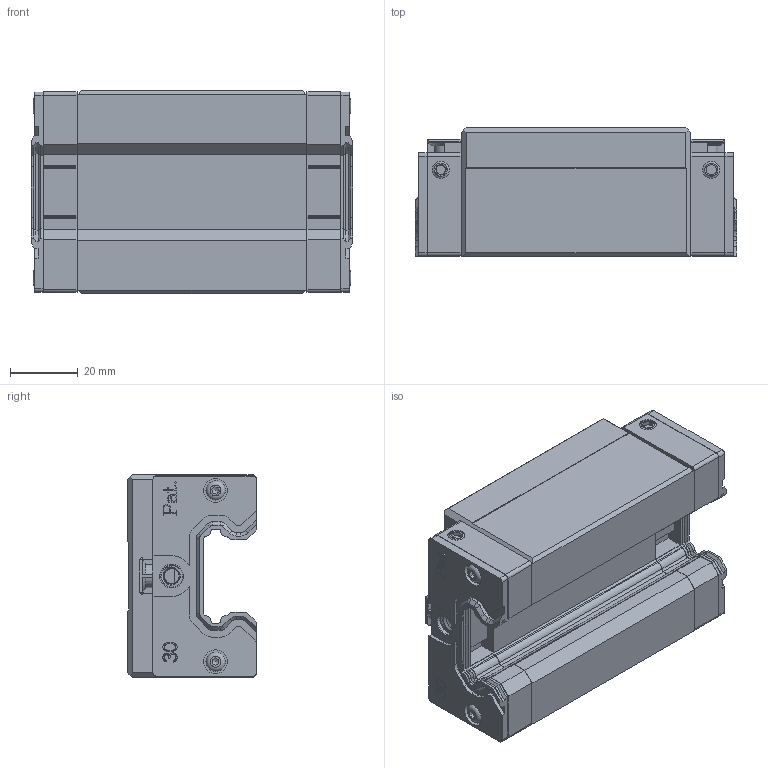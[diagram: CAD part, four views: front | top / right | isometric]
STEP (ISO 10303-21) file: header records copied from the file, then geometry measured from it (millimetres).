
FILE_DESCRIPTION(/* description */ (''),/* implementation_level */ '2;1');
FILE_NAME(/* name */ 'LGB_H30BNSS_Shrinkwrap.ipt.stp',/* time_stamp */ '2018-10-19T15:40:15+02:00',/* author */ ('nesvadba'),/* organization */ (''),/* preprocessor_version */ 'ST-DEVELOPER v16.1',/* originating_system */ 'Autodesk Inventor 2016',/* authorisation */ '');
FILE_SCHEMA (('AUTOMOTIVE_DESIGN { 1 0 10303 214 3 1 1 }'));
Length unit declared in the file: millimetre
Products named in the file (1): lgb_c_h_30_b_n_1_ss_l_00280_n_z1_-_1_-_0_-_20_0n00_2
Bounding box: 94.8 x 38 x 59.95 mm (x, y, z)
Volume: 145449.8 mm3; surface area: 36219.7 mm2
Topology: 1 solids, 19 shells, 1164 faces, 2953 edges, 1889 vertices
Faces by surface type: plane 754, cylinder 232, cone 98, bspline 72, torus 8
Full cylindrical faces by diameter (mm): 3 x12, 3.4 x4, 3.6 x4, 4.4 x2, 5 x6, 5.7 x4, 6.5 x2, 7 x6, 7.2 x4, 8 x4, 9 x2
Entity records: 43483 total; most frequent: CARTESIAN_POINT 15608, ORIENTED_EDGE 5712, DIRECTION 5260, EDGE_CURVE 2856, LINE 1994, VECTOR 1994, VERTEX_POINT 1864, AXIS2_PLACEMENT_3D 1633
